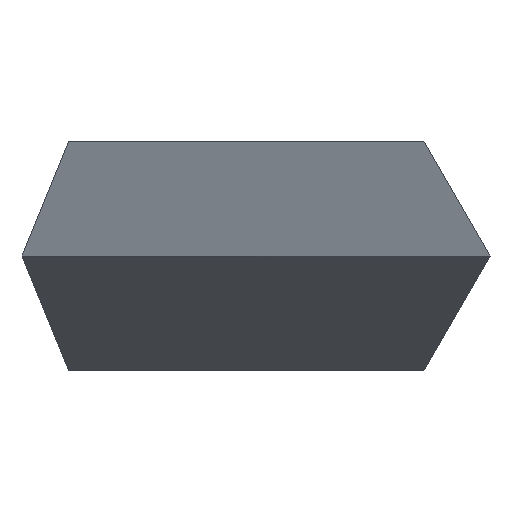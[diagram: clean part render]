
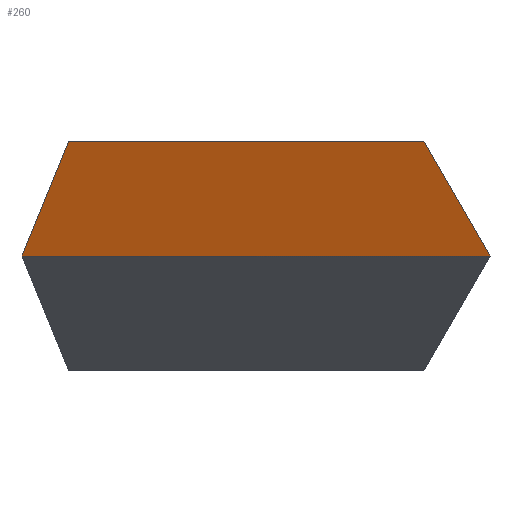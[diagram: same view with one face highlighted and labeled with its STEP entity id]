
A CAD part, front view. The second image highlights one B-rep face of the part: STEP entity #260.
In plain terms, the highlighted planar face has unit normal (-0.612, -0.612, 0.5).
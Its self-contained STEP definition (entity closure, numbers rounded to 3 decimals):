
#21=PLANE('',#293);
#35=FACE_OUTER_BOUND('',#49,.T.);
#49=EDGE_LOOP('',(#212,#213,#214,#215));
#73=LINE('',#407,#103);
#77=LINE('',#417,#107);
#78=LINE('',#419,#108);
#79=LINE('',#420,#109);
#103=VECTOR('',#333,10.);
#107=VECTOR('',#343,10.);
#108=VECTOR('',#344,10.);
#109=VECTOR('',#345,10.);
#136=VERTEX_POINT('',#404);
#137=VERTEX_POINT('',#406);
#140=VERTEX_POINT('',#416);
#141=VERTEX_POINT('',#418);
#163=EDGE_CURVE('',#136,#137,#73,.T.);
#168=EDGE_CURVE('',#140,#136,#77,.T.);
#169=EDGE_CURVE('',#141,#140,#78,.T.);
#170=EDGE_CURVE('',#137,#141,#79,.T.);
#212=ORIENTED_EDGE('',*,*,#163,.F.);
#213=ORIENTED_EDGE('',*,*,#168,.F.);
#214=ORIENTED_EDGE('',*,*,#169,.F.);
#215=ORIENTED_EDGE('',*,*,#170,.F.);
#260=ADVANCED_FACE('',(#35),#21,.T.);
#293=AXIS2_PLACEMENT_3D('',#415,#341,#342);
#333=DIRECTION('',(0.707,-0.707,0.));
#341=DIRECTION('center_axis',(-0.612,-0.612,0.5));
#342=DIRECTION('ref_axis',(0.354,0.354,0.866));
#343=DIRECTION('',(0.354,0.354,0.866));
#344=DIRECTION('',(-0.707,0.707,0.));
#345=DIRECTION('',(0.319,-0.77,-0.552));
#404=CARTESIAN_POINT('',(4.704,17.131,10.));
#406=CARTESIAN_POINT('',(35.774,-13.938,10.));
#407=CARTESIAN_POINT('',(25.918,-4.082,10.));
#415=CARTESIAN_POINT('Origin',(21.835,-8.165,0.));
#416=CARTESIAN_POINT('',(0.622,13.048,0.));
#417=CARTESIAN_POINT('',(4.704,17.131,10.));
#418=CARTESIAN_POINT('',(41.547,-27.877,0.));
#419=CARTESIAN_POINT('',(21.835,-8.165,0.));
#420=CARTESIAN_POINT('',(32.937,-7.091,14.913));
